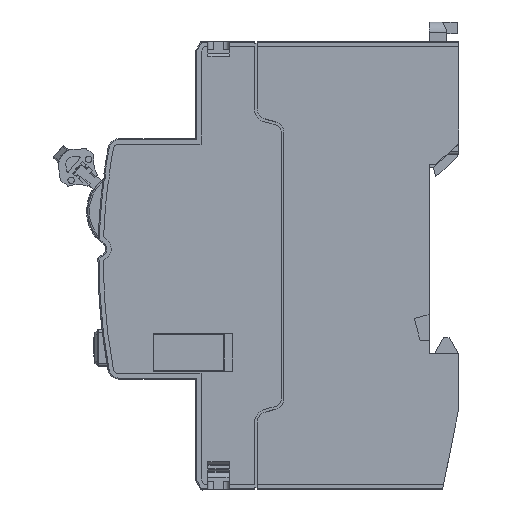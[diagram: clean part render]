
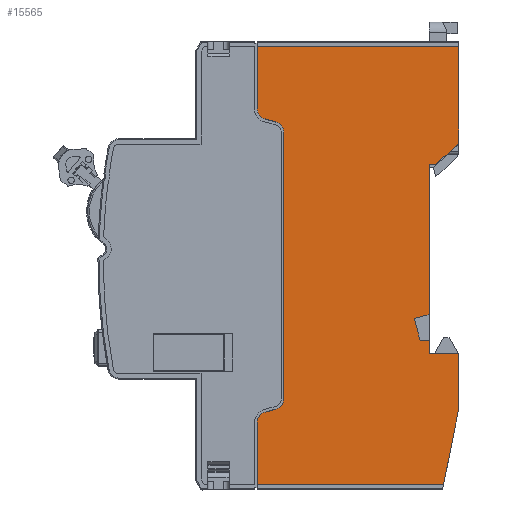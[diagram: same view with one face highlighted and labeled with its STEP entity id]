
A CAD part, left-side view. The second image highlights one B-rep face of the part: STEP entity #15565.
In plain terms, the highlighted planar face has unit normal (-1, 0, 0).
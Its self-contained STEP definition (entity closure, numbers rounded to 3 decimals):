
#5230=CIRCLE('',#132273,2.);
#5231=CIRCLE('',#132274,2.);
#5232=CIRCLE('',#132275,2.);
#5233=CIRCLE('',#132276,2.);
#9148=FACE_OUTER_BOUND('',#27491,.T.);
#15565=ADVANCED_FACE('',(#9148),#21338,.F.);
#21338=PLANE('',#132277);
#27491=EDGE_LOOP('',(#46141,#46142,#46143,#46144,#46145,#46146,#46147,#46148,
#46149,#46150,#46151,#46152,#46153,#46154,#46155,#46156,#46157,#46158,#46159,
#46160,#46161,#46162));
#46141=ORIENTED_EDGE('',*,*,#88400,.T.);
#46142=ORIENTED_EDGE('',*,*,#89303,.T.);
#46143=ORIENTED_EDGE('',*,*,#89098,.F.);
#46144=ORIENTED_EDGE('',*,*,#89115,.F.);
#46145=ORIENTED_EDGE('',*,*,#89304,.F.);
#46146=ORIENTED_EDGE('',*,*,#89305,.F.);
#46147=ORIENTED_EDGE('',*,*,#89306,.F.);
#46148=ORIENTED_EDGE('',*,*,#89307,.F.);
#46149=ORIENTED_EDGE('',*,*,#89308,.F.);
#46150=ORIENTED_EDGE('',*,*,#89309,.T.);
#46151=ORIENTED_EDGE('',*,*,#89310,.T.);
#46152=ORIENTED_EDGE('',*,*,#89311,.F.);
#46153=ORIENTED_EDGE('',*,*,#89312,.F.);
#46154=ORIENTED_EDGE('',*,*,#89313,.T.);
#46155=ORIENTED_EDGE('',*,*,#86501,.T.);
#46156=ORIENTED_EDGE('',*,*,#89314,.T.);
#46157=ORIENTED_EDGE('',*,*,#89315,.T.);
#46158=ORIENTED_EDGE('',*,*,#89316,.T.);
#46159=ORIENTED_EDGE('',*,*,#89317,.T.);
#46160=ORIENTED_EDGE('',*,*,#89318,.T.);
#46161=ORIENTED_EDGE('',*,*,#89319,.T.);
#46162=ORIENTED_EDGE('',*,*,#89320,.T.);
#72434=VERTEX_POINT('',#183960);
#72435=VERTEX_POINT('',#183962);
#73984=VERTEX_POINT('',#188971);
#73985=VERTEX_POINT('',#188973);
#74457=VERTEX_POINT('',#190528);
#74458=VERTEX_POINT('',#190529);
#74472=VERTEX_POINT('',#190560);
#74573=VERTEX_POINT('',#190939);
#74574=VERTEX_POINT('',#190941);
#74575=VERTEX_POINT('',#190943);
#74576=VERTEX_POINT('',#190945);
#74577=VERTEX_POINT('',#190947);
#74578=VERTEX_POINT('',#190949);
#74579=VERTEX_POINT('',#190951);
#74580=VERTEX_POINT('',#190953);
#74581=VERTEX_POINT('',#190955);
#74582=VERTEX_POINT('',#190958);
#74583=VERTEX_POINT('',#190960);
#74584=VERTEX_POINT('',#190962);
#74585=VERTEX_POINT('',#190964);
#74586=VERTEX_POINT('',#190966);
#74587=VERTEX_POINT('',#190968);
#86501=EDGE_CURVE('',#72435,#72434,#103787,.T.);
#88400=EDGE_CURVE('',#73985,#73984,#105409,.T.);
#89098=EDGE_CURVE('',#74457,#74458,#105970,.T.);
#89115=EDGE_CURVE('',#74472,#74457,#105985,.T.);
#89303=EDGE_CURVE('',#73984,#74458,#106149,.T.);
#89304=EDGE_CURVE('',#74573,#74472,#106150,.T.);
#89305=EDGE_CURVE('',#74574,#74573,#106151,.T.);
#89306=EDGE_CURVE('',#74575,#74574,#106152,.T.);
#89307=EDGE_CURVE('',#74576,#74575,#106153,.T.);
#89308=EDGE_CURVE('',#74577,#74576,#106154,.T.);
#89309=EDGE_CURVE('',#74577,#74578,#106155,.T.);
#89310=EDGE_CURVE('',#74578,#74579,#106156,.T.);
#89311=EDGE_CURVE('',#74580,#74579,#106157,.T.);
#89312=EDGE_CURVE('',#74581,#74580,#106158,.T.);
#89313=EDGE_CURVE('',#74581,#72435,#106159,.T.);
#89314=EDGE_CURVE('',#72434,#74582,#5230,.T.);
#89315=EDGE_CURVE('',#74582,#74583,#106160,.T.);
#89316=EDGE_CURVE('',#74583,#74584,#5231,.T.);
#89317=EDGE_CURVE('',#74584,#74585,#106161,.T.);
#89318=EDGE_CURVE('',#74585,#74586,#5232,.T.);
#89319=EDGE_CURVE('',#74586,#74587,#106162,.T.);
#89320=EDGE_CURVE('',#74587,#73985,#5233,.T.);
#103787=LINE('',#183961,#118004);
#105409=LINE('',#188972,#119705);
#105970=LINE('',#190527,#120266);
#105985=LINE('',#190561,#120281);
#106149=LINE('',#190937,#120445);
#106150=LINE('',#190938,#120446);
#106151=LINE('',#190940,#120447);
#106152=LINE('',#190942,#120448);
#106153=LINE('',#190944,#120449);
#106154=LINE('',#190946,#120450);
#106155=LINE('',#190948,#120451);
#106156=LINE('',#190950,#120452);
#106157=LINE('',#190952,#120453);
#106158=LINE('',#190954,#120454);
#106159=LINE('',#190956,#120455);
#106160=LINE('',#190959,#120456);
#106161=LINE('',#190963,#120457);
#106162=LINE('',#190967,#120458);
#118004=VECTOR('',#147373,1.);
#119705=VECTOR('',#149864,1.);
#120266=VECTOR('',#151067,1.);
#120281=VECTOR('',#151088,1.);
#120445=VECTOR('',#151476,1.);
#120446=VECTOR('',#151477,1.);
#120447=VECTOR('',#151478,1.);
#120448=VECTOR('',#151479,1.);
#120449=VECTOR('',#151480,1.);
#120450=VECTOR('',#151481,1.);
#120451=VECTOR('',#151482,1.);
#120452=VECTOR('',#151483,1.);
#120453=VECTOR('',#151484,1.);
#120454=VECTOR('',#151485,1.);
#120455=VECTOR('',#151486,1.);
#120456=VECTOR('',#151489,1.);
#120457=VECTOR('',#151492,1.);
#120458=VECTOR('',#151495,1.);
#132273=AXIS2_PLACEMENT_3D('',#190957,#151487,#151488);
#132274=AXIS2_PLACEMENT_3D('',#190961,#151490,#151491);
#132275=AXIS2_PLACEMENT_3D('',#190965,#151493,#151494);
#132276=AXIS2_PLACEMENT_3D('',#190969,#151496,#151497);
#132277=AXIS2_PLACEMENT_3D('',#190970,#151498,#151499);
#147373=DIRECTION('',(0.,0.,-1.));
#149864=DIRECTION('',(0.,0.,-1.));
#151067=DIRECTION('',(0.,0.196,-0.981));
#151088=DIRECTION('',(0.,0.,-1.));
#151476=DIRECTION('',(0.,-1.,0.));
#151477=DIRECTION('',(0.,-1.,0.));
#151478=DIRECTION('',(0.,0.,-1.));
#151479=DIRECTION('',(0.,-1.,0.));
#151480=DIRECTION('',(0.,-0.259,-0.966));
#151481=DIRECTION('',(0.,0.966,-0.259));
#151482=DIRECTION('',(0.,0.,1.));
#151483=DIRECTION('',(0.,-1.,0.));
#151484=DIRECTION('',(0.,0.749,-0.662));
#151485=DIRECTION('',(0.,0.,-1.));
#151486=DIRECTION('',(0.,1.,0.));
#151487=DIRECTION('',(-1.,0.,0.));
#151488=DIRECTION('',(0.,1.,0.));
#151489=DIRECTION('',(0.,-0.966,-0.259));
#151490=DIRECTION('',(1.,0.,0.));
#151491=DIRECTION('',(0.,-0.259,0.966));
#151492=DIRECTION('',(0.,0.,-1.));
#151493=DIRECTION('',(1.,0.,0.));
#151494=DIRECTION('',(0.,-1.,0.));
#151495=DIRECTION('',(0.,0.966,-0.259));
#151496=DIRECTION('',(-1.,0.,0.));
#151497=DIRECTION('',(0.,0.259,0.966));
#151498=DIRECTION('',(1.,0.,0.));
#151499=DIRECTION('',(0.,0.,-1.));
#183960=CARTESIAN_POINT('',(-71.6,32.2,-12.615));
#183961=CARTESIAN_POINT('',(-71.6,32.2,-1.));
#183962=CARTESIAN_POINT('',(-71.6,32.2,-1.));
#188971=CARTESIAN_POINT('',(-71.6,32.2,-83.));
#188972=CARTESIAN_POINT('',(-71.6,32.2,-71.385));
#188973=CARTESIAN_POINT('',(-71.6,32.2,-71.385));
#190527=CARTESIAN_POINT('',(-71.6,-5.5,-69.));
#190528=CARTESIAN_POINT('',(-71.6,-5.5,-69.));
#190529=CARTESIAN_POINT('',(-71.6,-2.7,-83.));
#190560=CARTESIAN_POINT('',(-71.6,-5.5,-58.5));
#190561=CARTESIAN_POINT('',(-71.6,-5.5,-58.5));
#190937=CARTESIAN_POINT('',(-71.6,32.2,-83.));
#190938=CARTESIAN_POINT('',(-71.6,0.,-58.5));
#190939=CARTESIAN_POINT('',(-71.6,0.,-58.5));
#190940=CARTESIAN_POINT('',(-71.6,0.,-55.956));
#190941=CARTESIAN_POINT('',(-71.6,0.,-55.956));
#190942=CARTESIAN_POINT('',(-71.6,1.7,-55.956));
#190943=CARTESIAN_POINT('',(-71.6,1.7,-55.956));
#190944=CARTESIAN_POINT('',(-71.6,2.787,-51.899));
#190945=CARTESIAN_POINT('',(-71.6,2.787,-51.899));
#190946=CARTESIAN_POINT('',(-71.6,0.,-51.152));
#190947=CARTESIAN_POINT('',(-71.6,0.,-51.152));
#190948=CARTESIAN_POINT('',(-71.6,0.,-51.152));
#190949=CARTESIAN_POINT('',(-71.6,0.,-23.05));
#190950=CARTESIAN_POINT('',(-71.6,0.,-23.05));
#190951=CARTESIAN_POINT('',(-71.6,-1.2,-23.05));
#190952=CARTESIAN_POINT('',(-71.6,-5.5,-19.25));
#190953=CARTESIAN_POINT('',(-71.6,-5.5,-19.25));
#190954=CARTESIAN_POINT('',(-71.6,-5.5,-1.));
#190955=CARTESIAN_POINT('',(-71.6,-5.5,-1.));
#190956=CARTESIAN_POINT('',(-71.6,-5.5,-1.));
#190957=CARTESIAN_POINT('',(-71.6,30.2,-12.615));
#190958=CARTESIAN_POINT('',(-71.6,30.718,-14.547));
#190959=CARTESIAN_POINT('',(-71.6,30.718,-14.547));
#190960=CARTESIAN_POINT('',(-71.6,28.682,-15.093));
#190961=CARTESIAN_POINT('',(-71.6,29.2,-17.024));
#190962=CARTESIAN_POINT('',(-71.6,27.2,-17.024));
#190963=CARTESIAN_POINT('',(-71.6,27.2,-17.024));
#190964=CARTESIAN_POINT('',(-71.6,27.2,-66.976));
#190965=CARTESIAN_POINT('',(-71.6,29.2,-66.976));
#190966=CARTESIAN_POINT('',(-71.6,28.682,-68.907));
#190967=CARTESIAN_POINT('',(-71.6,28.682,-68.907));
#190968=CARTESIAN_POINT('',(-71.6,30.718,-69.453));
#190969=CARTESIAN_POINT('',(-71.6,30.2,-71.385));
#190970=CARTESIAN_POINT('',(-71.6,-5.8,-6.));
